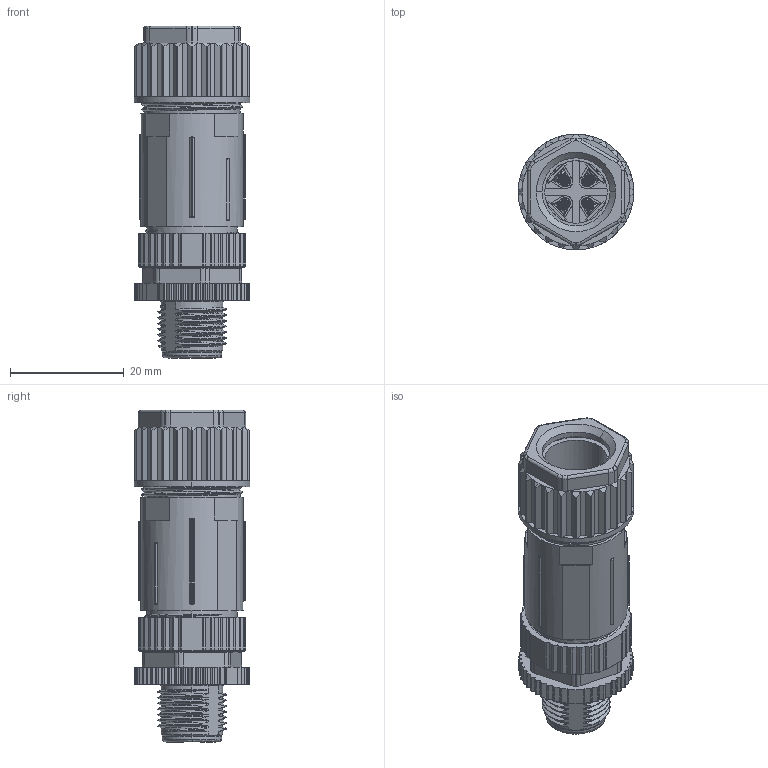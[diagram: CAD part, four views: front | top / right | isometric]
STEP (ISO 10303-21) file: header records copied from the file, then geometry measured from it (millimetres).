
FILE_DESCRIPTION (( 'STEP AP214' ), '1' );
FILE_NAME ('M12FT4SM_3D.step', '2024-11-11T16:32:52', ( '' ), ( '' ), 'SwSTEP 2.0', 'SolidWorks 2022', '' );
FILE_SCHEMA (( 'AUTOMOTIVE_DESIGN' ));
Length unit declared in the file: inch
Products named in the file (3): M12FT4SM_3D; MSBR-4; MSBR-3
Assembly tree (2 placements, depth 2):
  M12FT4SM_3D
    MSBR-4
    MSBR-3
Bounding box: 20.4 x 20.4 x 58.5 mm (x, y, z)
Volume: 5573.7 mm3; surface area: 12815 mm2
Topology: 1 solids, 4 shells, 2331 faces, 6779 edges, 4412 vertices
Faces by surface type: plane 962, cylinder 800, bspline 369, cone 200
Entity records: 134138 total; most frequent: CARTESIAN_POINT 72959, ORIENTED_EDGE 13343, DIRECTION 8494, EDGE_CURVE 6749, VERTEX_POINT 4413, LINE 3082, VECTOR 3082, B_SPLINE_CURVE_WITH_KNOTS 2823
